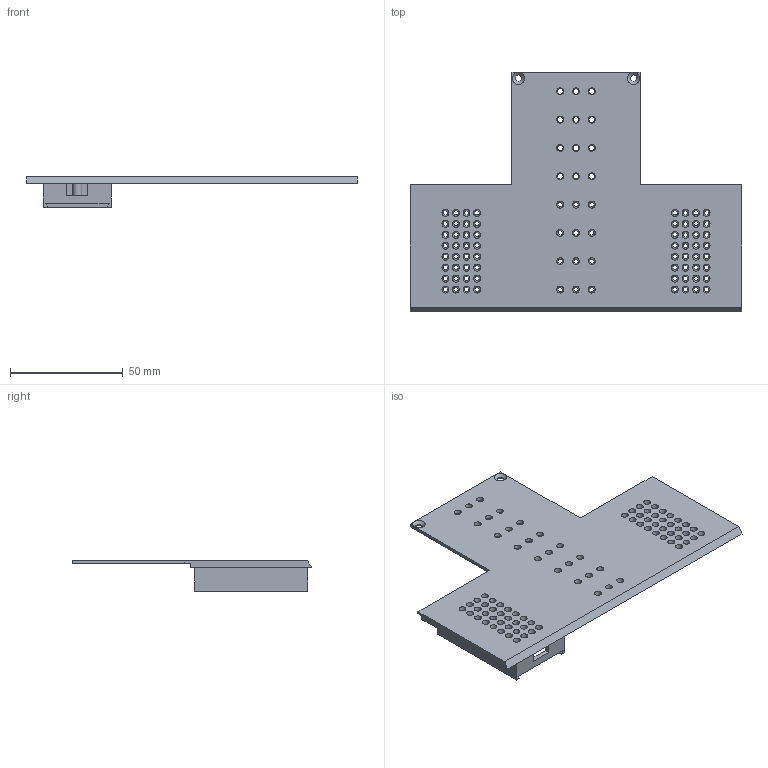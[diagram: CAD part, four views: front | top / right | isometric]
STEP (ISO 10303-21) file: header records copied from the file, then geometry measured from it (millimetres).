
FILE_DESCRIPTION(/* description */ ('','CAx-IF Rec.Pracs.---Representation and Presentation of Product Manufacturing Information (PMI)---4.0---2014-10-13'),/* implementation_level */ '2;1');
FILE_NAME(/* name */ 'BaseLid_WithSeeedBME680.step',/* time_stamp */ '2025-01-11T13:44:55-05:00',/* author */ (''),/* organization */ (''),/* preprocessor_version */ 'ST-DEVELOPER v20',/* originating_system */ 'Autodesk Translation Framework v13.20.0.188',/* authorisation */ '');
FILE_SCHEMA (('AP242_MANAGED_MODEL_BASED_3D_ENGINEERING_MIM_LF { 1 0 10303 442 1 1 4 }'));
Length unit declared in the file: millimetre
Products named in the file (3): BaseLid; SeedBME680EnclosureBody; BaseMainLid
Assembly tree (2 placements, depth 2):
  BaseLid
    SeedBME680EnclosureBody
    BaseMainLid
Bounding box: 146.75 x 106.38 x 13.65 mm (x, y, z)
Volume: 29984.9 mm3; surface area: 28566.9 mm2
Topology: 2 solids, 2 shells, 134 faces, 380 edges, 252 vertices
Faces by surface type: cone 90, plane 36, cylinder 8
Full cylindrical faces by diameter (mm): 2 x3, 2.9 x2, 4 x3
Entity records: 4897 total; most frequent: DIRECTION 854, CARTESIAN_POINT 771, ORIENTED_EDGE 760, EDGE_CURVE 380, AXIS2_PLACEMENT_3D 335, EDGE_LOOP 318, VERTEX_POINT 252, CIRCLE 196
